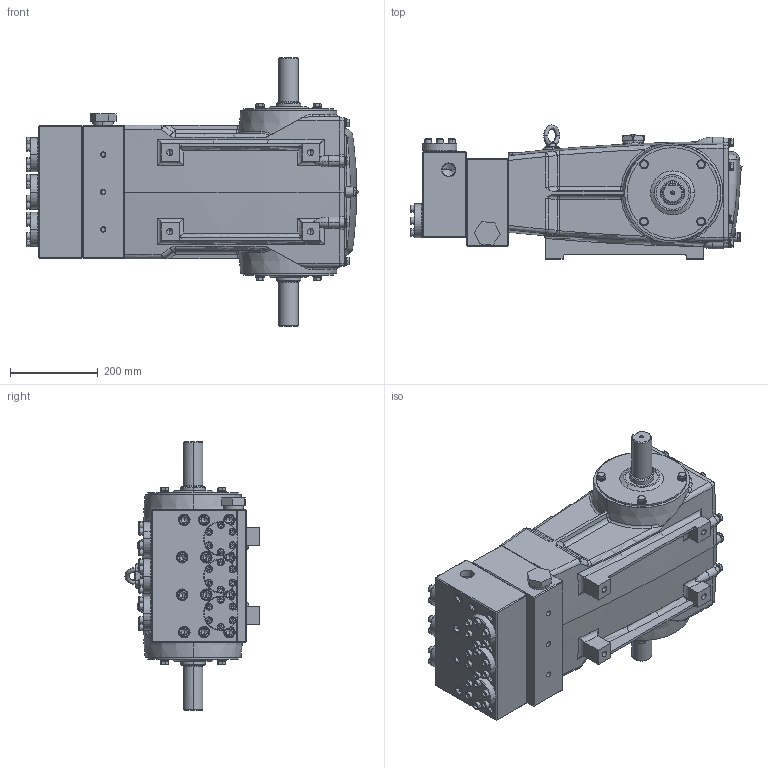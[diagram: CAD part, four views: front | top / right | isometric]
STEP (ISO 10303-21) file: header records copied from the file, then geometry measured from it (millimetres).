
FILE_DESCRIPTION (( 'STEP AP203' ), '1' );
FILE_NAME ('6835.STEP', '2017-06-06T14:50:41', ( '' ), ( '' ), 'SwSTEP 2.0', 'SolidWorks 2017', '' );
FILE_SCHEMA (( 'CONFIG_CONTROL_DESIGN' ));
Length unit declared in the file: inch
Products named in the file (1): 6835
Bounding box: 754.92 x 304.97 x 610 mm (x, y, z)
Volume: 46563998.3 mm3; surface area: 1992073.9 mm2
Topology: 116 solids, 116 shells, 3355 faces, 7421 edges, 4362 vertices
Faces by surface type: plane 1439, cylinder 871, cone 669, torus 268, bspline 96, sphere 12
Entity records: 100792 total; most frequent: CARTESIAN_POINT 26883, DIRECTION 16347, ORIENTED_EDGE 14418, EDGE_CURVE 7209, AXIS2_PLACEMENT_3D 6462, VERTEX_POINT 4362, EDGE_LOOP 3801, LINE 3423
